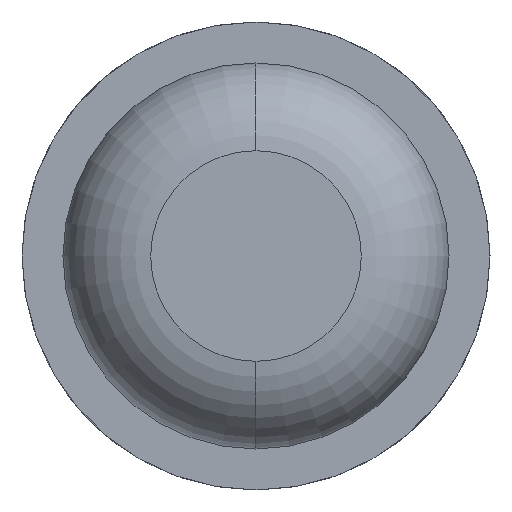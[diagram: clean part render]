
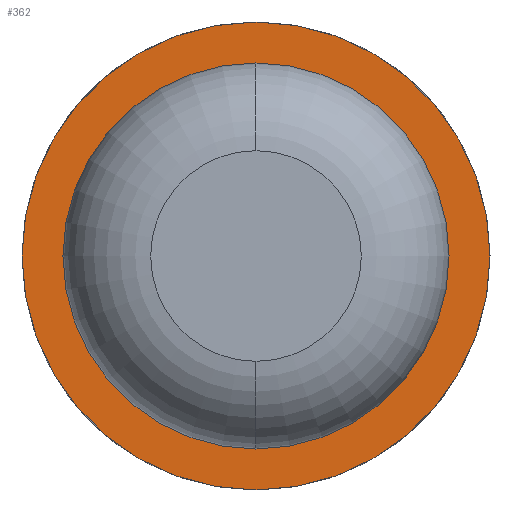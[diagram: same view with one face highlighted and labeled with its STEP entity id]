
A CAD part, front view. The second image highlights one B-rep face of the part: STEP entity #362.
In plain terms, the highlighted planar face has unit normal (0, -1, 0).
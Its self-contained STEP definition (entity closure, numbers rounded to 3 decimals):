
#116 = AXIS2_PLACEMENT_3D ( 'NONE', #1417, #1090, #3537 ) ;
#274 = EDGE_LOOP ( 'NONE', ( #512, #4520 ) ) ;
#327 = DIRECTION ( 'NONE',  ( 0., 0., 1. ) ) ;
#362 = ADVANCED_FACE ( 'Defeature ausgef�hrt1_71', ( #4227, #1570 ), #3898, .T. ) ;
#415 = DIRECTION ( 'NONE',  ( 0., 1., 0. ) ) ;
#426 = EDGE_LOOP ( 'NONE', ( #2286, #782 ) ) ;
#512 = ORIENTED_EDGE ( 'NONE', *, *, #4320, .F. ) ;
#782 = ORIENTED_EDGE ( 'NONE', *, *, #2012, .F. ) ;
#1090 = DIRECTION ( 'NONE',  ( 0., -1., 0. ) ) ;
#1238 = CIRCLE ( 'NONE', #3794, 0.825 ) ;
#1290 = CIRCLE ( 'NONE', #2775, 1. ) ;
#1417 = CARTESIAN_POINT ( 'NONE',  ( -1., -3., 0. ) ) ;
#1570 = FACE_OUTER_BOUND ( 'NONE', #274, .T. ) ;
#1677 = DIRECTION ( 'NONE',  ( 0., 1., 0. ) ) ;
#1732 = DIRECTION ( 'NONE',  ( 0., -1., 0. ) ) ;
#1757 = CARTESIAN_POINT ( 'NONE',  ( 0., -3., 0.825 ) ) ;
#1839 = AXIS2_PLACEMENT_3D ( 'NONE', #3857, #1732, #4308 ) ;
#1936 = CARTESIAN_POINT ( 'NONE',  ( 0., -3., -1. ) ) ;
#2012 = EDGE_CURVE ( 'Defeature ausgef�hrt1_68+Defeature ausgef�hrt1_71+Defeature ausgef�hrt1_71+Defeature ausgef�hrt1_71', #3467, #3051, #3312, .T. ) ;
#2032 = CARTESIAN_POINT ( 'NONE',  ( 0., -3., 0. ) ) ;
#2051 = AXIS2_PLACEMENT_3D ( 'NONE', #3234, #415, #3582 ) ;
#2286 = ORIENTED_EDGE ( 'NONE', *, *, #2415, .F. ) ;
#2399 = DIRECTION ( 'NONE',  ( 0., -1., 0. ) ) ;
#2415 = EDGE_CURVE ( 'Defeature ausgef�hrt1_68+Defeature ausgef�hrt1_71+Defeature ausgef�hrt1_71+Defeature ausgef�hrt1_71', #3051, #3467, #1238, .T. ) ;
#2438 = CARTESIAN_POINT ( 'NONE',  ( 0., -3., 0. ) ) ;
#2775 = AXIS2_PLACEMENT_3D ( 'NONE', #2438, #1677, #327 ) ;
#3051 = VERTEX_POINT ( 'NONE', #1757 ) ;
#3086 = DIRECTION ( 'NONE',  ( 0., 0., -1. ) ) ;
#3149 = VERTEX_POINT ( 'NONE', #4340 ) ;
#3184 = CIRCLE ( 'NONE', #2051, 1. ) ;
#3205 = CARTESIAN_POINT ( 'NONE',  ( 0., -3., -0.825 ) ) ;
#3234 = CARTESIAN_POINT ( 'NONE',  ( 0., -3., 0. ) ) ;
#3312 = CIRCLE ( 'NONE', #1839, 0.825 ) ;
#3337 = EDGE_CURVE ( 'Defeature ausgef�hrt1_72+Defeature ausgef�hrt1_71+Defeature ausgef�hrt1_71+Defeature ausgef�hrt1_71', #3994, #3149, #1290, .T. ) ;
#3467 = VERTEX_POINT ( 'NONE', #3205 ) ;
#3537 = DIRECTION ( 'NONE',  ( 0., 0., -1. ) ) ;
#3582 = DIRECTION ( 'NONE',  ( 0., 0., 1. ) ) ;
#3794 = AXIS2_PLACEMENT_3D ( 'NONE', #2032, #2399, #3086 ) ;
#3857 = CARTESIAN_POINT ( 'NONE',  ( 0., -3., 0. ) ) ;
#3898 = PLANE ( 'NONE',  #116 ) ;
#3994 = VERTEX_POINT ( 'NONE', #1936 ) ;
#4227 = FACE_BOUND ( 'NONE', #426, .T. ) ;
#4308 = DIRECTION ( 'NONE',  ( 0., 0., -1. ) ) ;
#4320 = EDGE_CURVE ( 'Defeature ausgef�hrt1_72+Defeature ausgef�hrt1_71+Defeature ausgef�hrt1_71+Defeature ausgef�hrt1_71', #3149, #3994, #3184, .T. ) ;
#4340 = CARTESIAN_POINT ( 'NONE',  ( 0., -3., 1. ) ) ;
#4520 = ORIENTED_EDGE ( 'NONE', *, *, #3337, .F. ) ;
